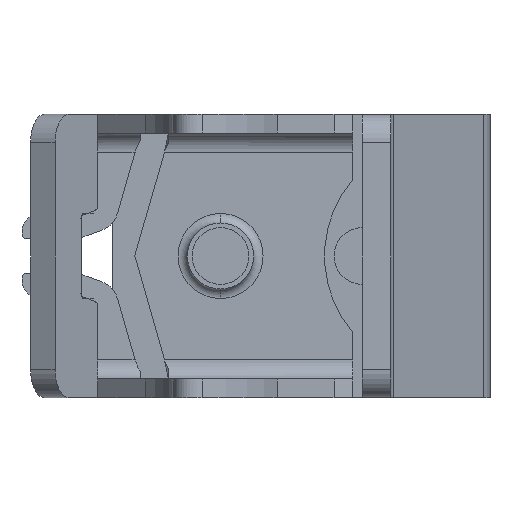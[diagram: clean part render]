
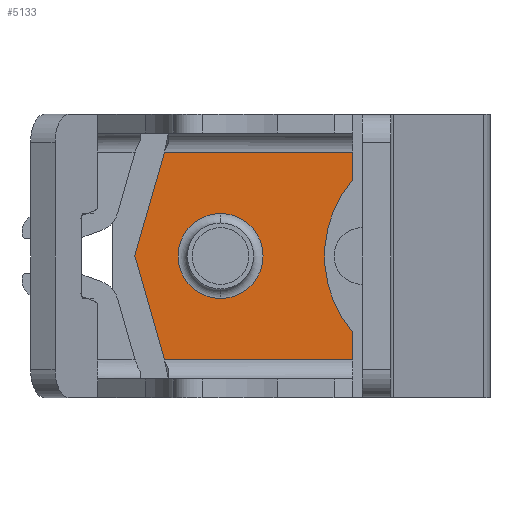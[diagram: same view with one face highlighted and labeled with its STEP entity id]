
A CAD part, front view. The second image highlights one B-rep face of the part: STEP entity #5133.
In plain terms, the highlighted planar face has unit normal (0, -1, 0).
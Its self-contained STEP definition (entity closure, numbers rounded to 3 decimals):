
#3 = VECTOR ( 'NONE', #1567, 1000. ) ;
#30 = ORIENTED_EDGE ( 'NONE', *, *, #3925, .F. ) ;
#172 = ORIENTED_EDGE ( 'NONE', *, *, #6198, .F. ) ;
#556 = CARTESIAN_POINT ( 'NONE',  ( 5., 36., 11. ) ) ;
#590 = VERTEX_POINT ( 'NONE', #556 ) ;
#758 = DIRECTION ( 'NONE',  ( -1., 0., 0. ) ) ;
#918 = CARTESIAN_POINT ( 'NONE',  ( -9., 36., 4.5 ) ) ;
#1085 = CARTESIAN_POINT ( 'NONE',  ( -18.4, 36., -1.121 ) ) ;
#1096 = VECTOR ( 'NONE', #3212, 1000. ) ;
#1105 = EDGE_CURVE ( 'NONE', #3733, #3382, #5663, .T. ) ;
#1115 = EDGE_CURVE ( 'NONE', #1713, #5167, #2005, .T. ) ;
#1240 = EDGE_CURVE ( 'NONE', #5167, #1713, #4007, .T. ) ;
#1369 = DIRECTION ( 'NONE',  ( 0., -1., 0. ) ) ;
#1394 = DIRECTION ( 'NONE',  ( 0., -1., 0. ) ) ;
#1519 = EDGE_LOOP ( 'NONE', ( #4699, #3463 ) ) ;
#1567 = DIRECTION ( 'NONE',  ( 0.276, 0., 0.961 ) ) ;
#1674 = FACE_BOUND ( 'NONE', #1519, .T. ) ;
#1691 = CARTESIAN_POINT ( 'NONE',  ( 30., 36., 11. ) ) ;
#1713 = VERTEX_POINT ( 'NONE', #918 ) ;
#1840 = VECTOR ( 'NONE', #758, 1000. ) ;
#1991 = EDGE_CURVE ( 'NONE', #590, #5272, #2353, .T. ) ;
#2005 = CIRCLE ( 'NONE', #2765, 4.5 ) ;
#2233 = VERTEX_POINT ( 'NONE', #4334 ) ;
#2292 = CARTESIAN_POINT ( 'NONE',  ( 5., 36., -15. ) ) ;
#2314 = DIRECTION ( 'NONE',  ( 0., -1., 0. ) ) ;
#2353 = LINE ( 'NONE', #1691, #1096 ) ;
#2376 = ORIENTED_EDGE ( 'NONE', *, *, #2393, .F. ) ;
#2393 = EDGE_CURVE ( 'NONE', #3382, #4676, #3065, .T. ) ;
#2436 = VERTEX_POINT ( 'NONE', #4851 ) ;
#2480 = EDGE_CURVE ( 'NONE', #2436, #3733, #2929, .T. ) ;
#2488 = LINE ( 'NONE', #1085, #3 ) ;
#2515 = ORIENTED_EDGE ( 'NONE', *, *, #4253, .F. ) ;
#2615 = FACE_OUTER_BOUND ( 'NONE', #3004, .T. ) ;
#2648 = CARTESIAN_POINT ( 'NONE',  ( 14.5, 36., 0. ) ) ;
#2665 = ORIENTED_EDGE ( 'NONE', *, *, #2480, .F. ) ;
#2676 = VECTOR ( 'NONE', #3149, 1000. ) ;
#2716 = VECTOR ( 'NONE', #2776, 1000. ) ;
#2765 = AXIS2_PLACEMENT_3D ( 'NONE', #5146, #2314, #5671 ) ;
#2776 = DIRECTION ( 'NONE',  ( -0.276, 0., 0.961 ) ) ;
#2797 = CARTESIAN_POINT ( 'NONE',  ( 30., 36., -15. ) ) ;
#2929 = CIRCLE ( 'NONE', #5072, 12.5 ) ;
#3004 = EDGE_LOOP ( 'NONE', ( #3878, #2665, #172, #3740, #2515, #30, #2376 ) ) ;
#3065 = LINE ( 'NONE', #4555, #1840 ) ;
#3077 = VECTOR ( 'NONE', #5124, 1000. ) ;
#3149 = DIRECTION ( 'NONE',  ( 0., 0., -1. ) ) ;
#3212 = DIRECTION ( 'NONE',  ( -1., 0., 0. ) ) ;
#3382 = VERTEX_POINT ( 'NONE', #6056 ) ;
#3463 = ORIENTED_EDGE ( 'NONE', *, *, #1115, .F. ) ;
#3586 = CARTESIAN_POINT ( 'NONE',  ( 5., 36., -8.124 ) ) ;
#3733 = VERTEX_POINT ( 'NONE', #3586 ) ;
#3740 = ORIENTED_EDGE ( 'NONE', *, *, #1991, .T. ) ;
#3751 = LINE ( 'NONE', #6099, #2676 ) ;
#3878 = ORIENTED_EDGE ( 'NONE', *, *, #1105, .F. ) ;
#3884 = CARTESIAN_POINT ( 'NONE',  ( -14.924, 36., 11. ) ) ;
#3925 = EDGE_CURVE ( 'NONE', #4676, #2233, #3928, .T. ) ;
#3928 = LINE ( 'NONE', #4608, #2716 ) ;
#4007 = CIRCLE ( 'NONE', #4305, 4.5 ) ;
#4158 = AXIS2_PLACEMENT_3D ( 'NONE', #2797, #1394, #4654 ) ;
#4170 = PLANE ( 'NONE',  #4158 ) ;
#4253 = EDGE_CURVE ( 'NONE', #2233, #5272, #2488, .T. ) ;
#4305 = AXIS2_PLACEMENT_3D ( 'NONE', #5045, #1369, #4745 ) ;
#4334 = CARTESIAN_POINT ( 'NONE',  ( -18.079, 36., 0. ) ) ;
#4555 = CARTESIAN_POINT ( 'NONE',  ( 30., 36., -11. ) ) ;
#4608 = CARTESIAN_POINT ( 'NONE',  ( -10.451, 36., -26.599 ) ) ;
#4654 = DIRECTION ( 'NONE',  ( 0., 0., -1. ) ) ;
#4676 = VERTEX_POINT ( 'NONE', #5197 ) ;
#4699 = ORIENTED_EDGE ( 'NONE', *, *, #1240, .F. ) ;
#4745 = DIRECTION ( 'NONE',  ( 0., 0., -1. ) ) ;
#4851 = CARTESIAN_POINT ( 'NONE',  ( 5., 36., 8.124 ) ) ;
#5045 = CARTESIAN_POINT ( 'NONE',  ( -9., 36., 0. ) ) ;
#5072 = AXIS2_PLACEMENT_3D ( 'NONE', #2648, #5520, #5863 ) ;
#5124 = DIRECTION ( 'NONE',  ( 0., 0., -1. ) ) ;
#5133 = ADVANCED_FACE ( 'NONE', ( #2615, #1674 ), #4170, .T. ) ;
#5146 = CARTESIAN_POINT ( 'NONE',  ( -9., 36., 0. ) ) ;
#5167 = VERTEX_POINT ( 'NONE', #5753 ) ;
#5197 = CARTESIAN_POINT ( 'NONE',  ( -14.924, 36., -11. ) ) ;
#5272 = VERTEX_POINT ( 'NONE', #3884 ) ;
#5520 = DIRECTION ( 'NONE',  ( 0., -1., 0. ) ) ;
#5663 = LINE ( 'NONE', #2292, #3077 ) ;
#5671 = DIRECTION ( 'NONE',  ( 0., 0., -1. ) ) ;
#5753 = CARTESIAN_POINT ( 'NONE',  ( -9., 36., -4.5 ) ) ;
#5863 = DIRECTION ( 'NONE',  ( 0., 0., -1. ) ) ;
#6056 = CARTESIAN_POINT ( 'NONE',  ( 5., 36., -11. ) ) ;
#6099 = CARTESIAN_POINT ( 'NONE',  ( 5., 36., -15. ) ) ;
#6198 = EDGE_CURVE ( 'NONE', #590, #2436, #3751, .T. ) ;
